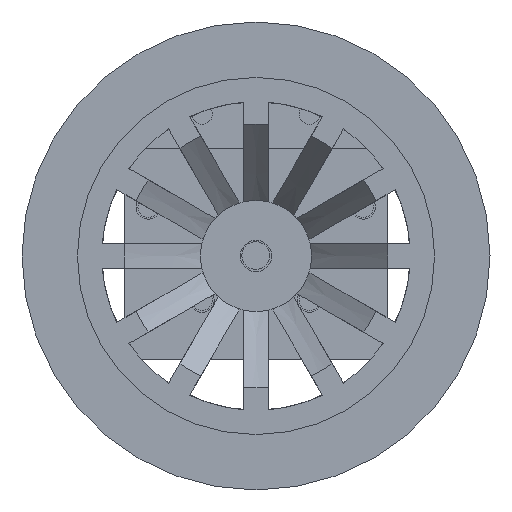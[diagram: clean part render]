
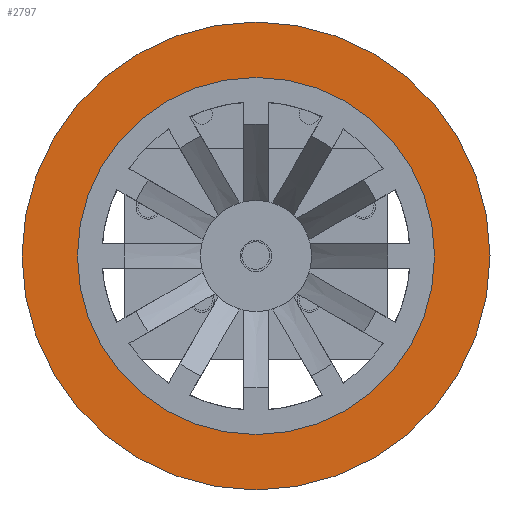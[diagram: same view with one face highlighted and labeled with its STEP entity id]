
A CAD part, left-side view. The second image highlights one B-rep face of the part: STEP entity #2797.
In plain terms, the highlighted face is planar.
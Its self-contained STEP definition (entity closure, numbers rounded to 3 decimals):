
#167=FACE_BOUND('',#578,.T.);
#254=PLANE('',#3155);
#396=FACE_OUTER_BOUND('',#577,.T.);
#577=EDGE_LOOP('',(#2612));
#578=EDGE_LOOP('',(#2613));
#1143=CIRCLE('',#3156,33.75);
#1144=CIRCLE('',#3157,25.75);
#1405=VERTEX_POINT('',#4891);
#1406=VERTEX_POINT('',#4893);
#1808=EDGE_CURVE('',#1405,#1405,#1143,.T.);
#1809=EDGE_CURVE('',#1406,#1406,#1144,.T.);
#2612=ORIENTED_EDGE('',*,*,#1808,.T.);
#2613=ORIENTED_EDGE('',*,*,#1809,.T.);
#2797=ADVANCED_FACE('',(#396,#167),#254,.F.);
#3155=AXIS2_PLACEMENT_3D('',#4890,#3960,#3961);
#3156=AXIS2_PLACEMENT_3D('',#4892,#3962,#3963);
#3157=AXIS2_PLACEMENT_3D('',#4894,#3964,#3965);
#3960=DIRECTION('center_axis',(0.,1.,0.));
#3961=DIRECTION('ref_axis',(1.,0.,0.));
#3962=DIRECTION('center_axis',(0.,-1.,0.));
#3963=DIRECTION('ref_axis',(1.,0.,0.));
#3964=DIRECTION('center_axis',(0.,1.,0.));
#3965=DIRECTION('ref_axis',(1.,0.,0.));
#4890=CARTESIAN_POINT('Origin',(0.,-1.25,0.));
#4891=CARTESIAN_POINT('',(-33.75,-1.25,0.));
#4892=CARTESIAN_POINT('Origin',(0.,-1.25,0.));
#4893=CARTESIAN_POINT('',(-25.75,-1.25,0.));
#4894=CARTESIAN_POINT('Origin',(0.,-1.25,0.));
